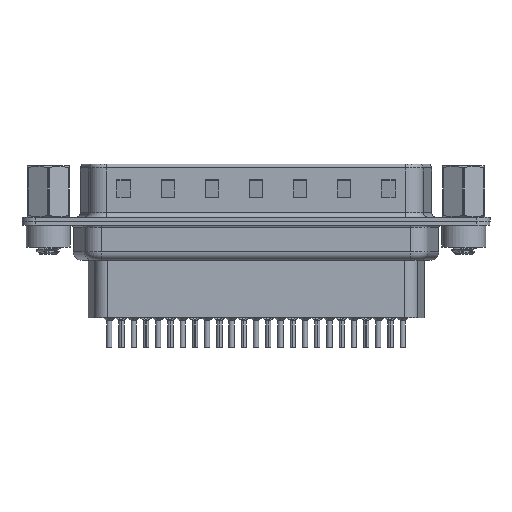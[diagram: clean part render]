
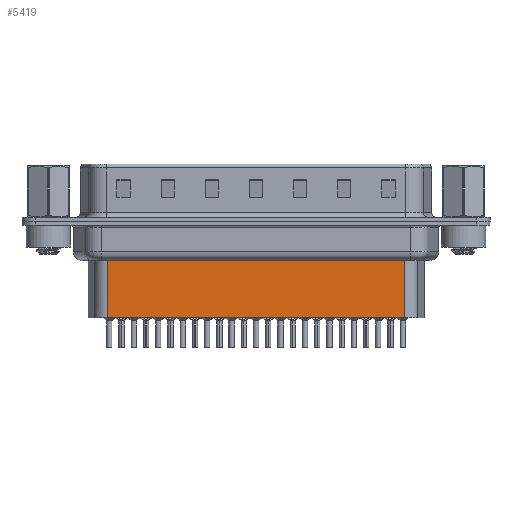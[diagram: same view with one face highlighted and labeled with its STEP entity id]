
A CAD part, front view. The second image highlights one B-rep face of the part: STEP entity #5419.
In plain terms, the highlighted planar face has unit normal (0, -1, 0).
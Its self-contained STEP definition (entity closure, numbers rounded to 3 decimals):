
#22 = EDGE_CURVE ( 'NONE', #17122, #14781, #10154, .T. ) ;
#1383 = CARTESIAN_POINT ( 'NONE',  ( 6.706, -3.5, -3.1 ) ) ;
#2272 = EDGE_CURVE ( 'NONE', #20809, #6007, #6112, .T. ) ;
#2313 = ORIENTED_EDGE ( 'NONE', *, *, #14017, .F. ) ;
#3950 = LINE ( 'NONE', #15703, #14288 ) ;
#5419 = ADVANCED_FACE ( 'NONE', ( #22522 ), #11003, .T. ) ;
#5767 = EDGE_LOOP ( 'NONE', ( #2313, #10238, #21622, #27274 ) ) ;
#5932 = CARTESIAN_POINT ( 'NONE',  ( 6.706, -3.5, -4.097 ) ) ;
#6007 = VERTEX_POINT ( 'NONE', #29014 ) ;
#6112 = LINE ( 'NONE', #11075, #19815 ) ;
#10154 = LINE ( 'NONE', #26692, #23534 ) ;
#10238 = ORIENTED_EDGE ( 'NONE', *, *, #22, .T. ) ;
#11003 = PLANE ( 'NONE',  #13595 ) ;
#11075 = CARTESIAN_POINT ( 'NONE',  ( 6.706, -3.5, -10.95 ) ) ;
#11522 = VECTOR ( 'NONE', #22405, 1000. ) ;
#12675 = DIRECTION ( 'NONE',  ( 0., -1., 0. ) ) ;
#13147 = CARTESIAN_POINT ( 'NONE',  ( 40.344, -3.5, -10.95 ) ) ;
#13595 = AXIS2_PLACEMENT_3D ( 'NONE', #24213, #12675, #21927 ) ;
#14017 = EDGE_CURVE ( 'NONE', #17122, #20809, #3950, .T. ) ;
#14288 = VECTOR ( 'NONE', #20572, 1000. ) ;
#14781 = VERTEX_POINT ( 'NONE', #5932 ) ;
#15703 = CARTESIAN_POINT ( 'NONE',  ( 40.344, -3.5, -3.1 ) ) ;
#16492 = CARTESIAN_POINT ( 'NONE',  ( 40.344, -3.5, -4.097 ) ) ;
#17122 = VERTEX_POINT ( 'NONE', #16492 ) ;
#19815 = VECTOR ( 'NONE', #29567, 1000. ) ;
#20572 = DIRECTION ( 'NONE',  ( 0., 0., -1. ) ) ;
#20809 = VERTEX_POINT ( 'NONE', #13147 ) ;
#21622 = ORIENTED_EDGE ( 'NONE', *, *, #23611, .T. ) ;
#21927 = DIRECTION ( 'NONE',  ( 1., 0., 0. ) ) ;
#22405 = DIRECTION ( 'NONE',  ( 0., 0., -1. ) ) ;
#22522 = FACE_OUTER_BOUND ( 'NONE', #5767, .T. ) ;
#23534 = VECTOR ( 'NONE', #28955, 1000. ) ;
#23611 = EDGE_CURVE ( 'NONE', #14781, #6007, #26803, .T. ) ;
#24213 = CARTESIAN_POINT ( 'NONE',  ( 6.706, -3.5, -3.1 ) ) ;
#26692 = CARTESIAN_POINT ( 'NONE',  ( 6.459, -3.5, -4.097 ) ) ;
#26803 = LINE ( 'NONE', #1383, #11522 ) ;
#27274 = ORIENTED_EDGE ( 'NONE', *, *, #2272, .F. ) ;
#28955 = DIRECTION ( 'NONE',  ( -1., 0., 0. ) ) ;
#29014 = CARTESIAN_POINT ( 'NONE',  ( 6.706, -3.5, -10.95 ) ) ;
#29567 = DIRECTION ( 'NONE',  ( -1., 0., 0. ) ) ;
